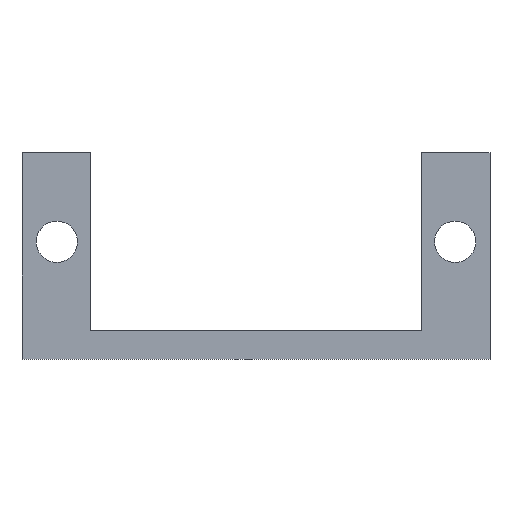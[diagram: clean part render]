
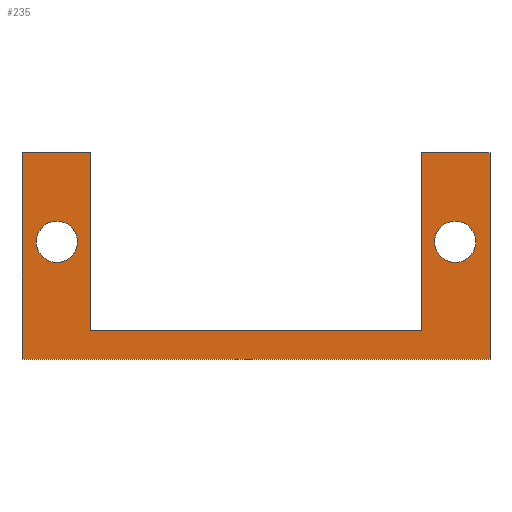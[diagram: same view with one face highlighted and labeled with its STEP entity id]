
A CAD part, top view. The second image highlights one B-rep face of the part: STEP entity #235.
In plain terms, the highlighted planar face has unit normal (0, 0, 1).
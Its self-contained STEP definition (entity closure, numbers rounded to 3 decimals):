
#15=FACE_BOUND('',#52,.T.);
#16=FACE_BOUND('',#53,.T.);
#27=PLANE('',#265);
#39=FACE_OUTER_BOUND('',#51,.T.);
#51=EDGE_LOOP('',(#203,#204,#205,#206,#207,#208,#209,#210));
#52=EDGE_LOOP('',(#211));
#53=EDGE_LOOP('',(#212));
#61=LINE('',#347,#87);
#64=LINE('',#353,#90);
#67=LINE('',#359,#93);
#70=LINE('',#365,#96);
#73=LINE('',#371,#99);
#76=LINE('',#377,#102);
#79=LINE('',#383,#105);
#82=LINE('',#387,#108);
#87=VECTOR('',#287,10.);
#90=VECTOR('',#292,10.);
#93=VECTOR('',#297,10.);
#96=VECTOR('',#302,10.);
#99=VECTOR('',#307,10.);
#102=VECTOR('',#312,10.);
#105=VECTOR('',#317,10.);
#108=VECTOR('',#322,10.);
#109=CIRCLE('',#252,1.45);
#111=CIRCLE('',#255,1.45);
#113=VERTEX_POINT('',#329);
#115=VERTEX_POINT('',#335);
#119=VERTEX_POINT('',#344);
#120=VERTEX_POINT('',#346);
#122=VERTEX_POINT('',#352);
#124=VERTEX_POINT('',#358);
#126=VERTEX_POINT('',#364);
#128=VERTEX_POINT('',#370);
#130=VERTEX_POINT('',#376);
#132=VERTEX_POINT('',#382);
#133=EDGE_CURVE('',#113,#113,#109,.T.);
#136=EDGE_CURVE('',#115,#115,#111,.T.);
#141=EDGE_CURVE('',#120,#119,#61,.T.);
#144=EDGE_CURVE('',#122,#120,#64,.T.);
#147=EDGE_CURVE('',#124,#122,#67,.T.);
#150=EDGE_CURVE('',#126,#124,#70,.T.);
#153=EDGE_CURVE('',#128,#126,#73,.T.);
#156=EDGE_CURVE('',#130,#128,#76,.T.);
#159=EDGE_CURVE('',#132,#130,#79,.T.);
#162=EDGE_CURVE('',#119,#132,#82,.T.);
#203=ORIENTED_EDGE('',*,*,#162,.T.);
#204=ORIENTED_EDGE('',*,*,#159,.T.);
#205=ORIENTED_EDGE('',*,*,#156,.T.);
#206=ORIENTED_EDGE('',*,*,#153,.T.);
#207=ORIENTED_EDGE('',*,*,#150,.T.);
#208=ORIENTED_EDGE('',*,*,#147,.T.);
#209=ORIENTED_EDGE('',*,*,#144,.T.);
#210=ORIENTED_EDGE('',*,*,#141,.T.);
#211=ORIENTED_EDGE('',*,*,#136,.T.);
#212=ORIENTED_EDGE('',*,*,#133,.T.);
#235=ADVANCED_FACE('',(#39,#15,#16),#27,.T.);
#252=AXIS2_PLACEMENT_3D('',#330,#271,#272);
#255=AXIS2_PLACEMENT_3D('',#336,#278,#279);
#265=AXIS2_PLACEMENT_3D('',#388,#323,#324);
#271=DIRECTION('center_axis',(0.,0.,-1.));
#272=DIRECTION('ref_axis',(1.,0.,0.));
#278=DIRECTION('center_axis',(0.,0.,-1.));
#279=DIRECTION('ref_axis',(1.,0.,0.));
#287=DIRECTION('',(0.,1.,0.));
#292=DIRECTION('',(-1.,0.,0.));
#297=DIRECTION('',(0.,-1.,0.));
#302=DIRECTION('',(-1.,0.,0.));
#307=DIRECTION('',(0.,1.,0.));
#312=DIRECTION('',(1.,0.,0.));
#317=DIRECTION('',(0.,-1.,0.));
#322=DIRECTION('',(-1.,0.,0.));
#323=DIRECTION('center_axis',(0.,0.,1.));
#324=DIRECTION('ref_axis',(1.,0.,0.));
#329=CARTESIAN_POINT('',(24.2,6.25,2.));
#330=CARTESIAN_POINT('Origin',(25.65,6.25,2.));
#335=CARTESIAN_POINT('',(-3.8,6.25,2.));
#336=CARTESIAN_POINT('Origin',(-2.35,6.25,2.));
#344=CARTESIAN_POINT('',(0.,12.5,2.));
#346=CARTESIAN_POINT('',(0.,0.,2.));
#347=CARTESIAN_POINT('',(0.,12.5,2.));
#352=CARTESIAN_POINT('',(23.3,0.,2.));
#353=CARTESIAN_POINT('',(0.,0.,2.));
#358=CARTESIAN_POINT('',(23.3,12.5,2.));
#359=CARTESIAN_POINT('',(23.3,0.,2.));
#364=CARTESIAN_POINT('',(28.1,12.5,2.));
#365=CARTESIAN_POINT('',(28.1,12.5,2.));
#370=CARTESIAN_POINT('',(28.1,-2.,2.));
#371=CARTESIAN_POINT('',(28.1,-2.,2.));
#376=CARTESIAN_POINT('',(-4.8,-2.,2.));
#377=CARTESIAN_POINT('',(-4.8,-2.,2.));
#382=CARTESIAN_POINT('',(-4.8,12.5,2.));
#383=CARTESIAN_POINT('',(-4.8,12.5,2.));
#387=CARTESIAN_POINT('',(28.1,12.5,2.));
#388=CARTESIAN_POINT('Origin',(11.65,5.25,2.));
